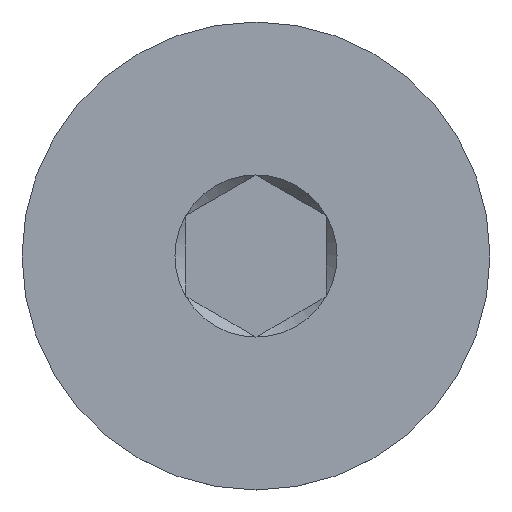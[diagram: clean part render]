
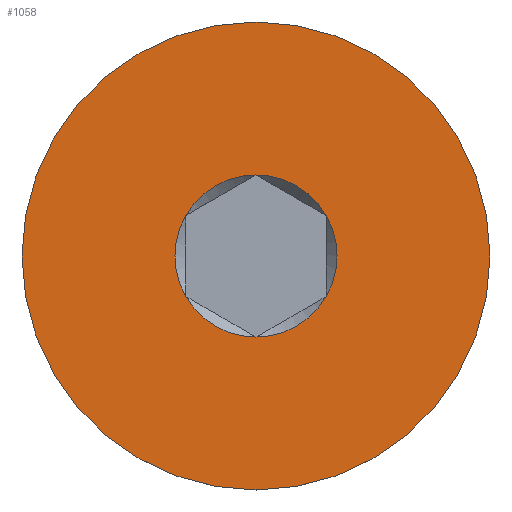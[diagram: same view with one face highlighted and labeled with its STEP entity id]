
A CAD part, top view. The second image highlights one B-rep face of the part: STEP entity #1058.
In plain terms, the highlighted planar face has unit normal (0, 0, 1).
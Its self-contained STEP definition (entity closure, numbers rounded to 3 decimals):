
#17=FACE_BOUND('',#189,.T.);
#18=PLANE('',#1151);
#127=FACE_OUTER_BOUND('',#188,.T.);
#188=EDGE_LOOP('',(#829,#830));
#189=EDGE_LOOP('',(#831,#832,#833,#834,#835,#836));
#213=CIRCLE('',#1143,0.866);
#214=CIRCLE('',#1145,2.5);
#215=CIRCLE('',#1146,2.5);
#219=CIRCLE('',#1152,0.866);
#220=CIRCLE('',#1153,0.866);
#221=CIRCLE('',#1154,0.866);
#222=CIRCLE('',#1155,0.866);
#223=CIRCLE('',#1156,0.866);
#461=VERTEX_POINT('',#5335);
#462=VERTEX_POINT('',#5336);
#463=VERTEX_POINT('',#5342);
#464=VERTEX_POINT('',#5343);
#470=VERTEX_POINT('',#5454);
#471=VERTEX_POINT('',#5456);
#472=VERTEX_POINT('',#5458);
#473=VERTEX_POINT('',#5460);
#608=EDGE_CURVE('',#461,#462,#213,.T.);
#609=EDGE_CURVE('',#463,#464,#214,.T.);
#610=EDGE_CURVE('',#464,#463,#215,.T.);
#619=EDGE_CURVE('',#462,#470,#219,.T.);
#620=EDGE_CURVE('',#470,#471,#220,.T.);
#621=EDGE_CURVE('',#471,#472,#221,.T.);
#622=EDGE_CURVE('',#472,#473,#222,.T.);
#623=EDGE_CURVE('',#473,#461,#223,.T.);
#829=ORIENTED_EDGE('',*,*,#609,.T.);
#830=ORIENTED_EDGE('',*,*,#610,.T.);
#831=ORIENTED_EDGE('',*,*,#619,.T.);
#832=ORIENTED_EDGE('',*,*,#620,.T.);
#833=ORIENTED_EDGE('',*,*,#621,.T.);
#834=ORIENTED_EDGE('',*,*,#622,.T.);
#835=ORIENTED_EDGE('',*,*,#623,.T.);
#836=ORIENTED_EDGE('',*,*,#608,.T.);
#1058=ADVANCED_FACE('',(#127,#17),#18,.F.);
#1143=AXIS2_PLACEMENT_3D('',#5340,#1308,#1309);
#1145=AXIS2_PLACEMENT_3D('',#5344,#1312,#1313);
#1146=AXIS2_PLACEMENT_3D('',#5345,#1314,#1315);
#1151=AXIS2_PLACEMENT_3D('',#5453,#1326,#1327);
#1152=AXIS2_PLACEMENT_3D('',#5455,#1328,#1329);
#1153=AXIS2_PLACEMENT_3D('',#5457,#1330,#1331);
#1154=AXIS2_PLACEMENT_3D('',#5459,#1332,#1333);
#1155=AXIS2_PLACEMENT_3D('',#5461,#1334,#1335);
#1156=AXIS2_PLACEMENT_3D('',#5462,#1336,#1337);
#1308=DIRECTION('center_axis',(0.,0.,-1.));
#1309=DIRECTION('ref_axis',(-1.,0.,0.));
#1312=DIRECTION('center_axis',(0.,0.,1.));
#1313=DIRECTION('ref_axis',(0.,-1.,0.));
#1314=DIRECTION('center_axis',(0.,0.,1.));
#1315=DIRECTION('ref_axis',(0.,-1.,0.));
#1326=DIRECTION('center_axis',(0.,0.,-1.));
#1327=DIRECTION('ref_axis',(0.,1.,0.));
#1328=DIRECTION('center_axis',(0.,0.,-1.));
#1329=DIRECTION('ref_axis',(-1.,0.,0.));
#1330=DIRECTION('center_axis',(0.,0.,-1.));
#1331=DIRECTION('ref_axis',(-1.,0.,0.));
#1332=DIRECTION('center_axis',(0.,0.,-1.));
#1333=DIRECTION('ref_axis',(-1.,0.,0.));
#1334=DIRECTION('center_axis',(0.,0.,-1.));
#1335=DIRECTION('ref_axis',(-1.,0.,0.));
#1336=DIRECTION('center_axis',(0.,0.,-1.));
#1337=DIRECTION('ref_axis',(-1.,0.,0.));
#5335=CARTESIAN_POINT('',(-0.75,-0.433,5.));
#5336=CARTESIAN_POINT('',(-0.75,0.433,5.));
#5340=CARTESIAN_POINT('Origin',(0.,0.,5.));
#5342=CARTESIAN_POINT('',(0.,-2.5,5.));
#5343=CARTESIAN_POINT('',(0.,2.5,5.));
#5344=CARTESIAN_POINT('Origin',(0.,0.,5.));
#5345=CARTESIAN_POINT('Origin',(0.,0.,5.));
#5453=CARTESIAN_POINT('Origin',(0.,0.,
5.));
#5454=CARTESIAN_POINT('',(0.,0.866,5.));
#5455=CARTESIAN_POINT('Origin',(0.,0.,5.));
#5456=CARTESIAN_POINT('',(0.75,0.433,5.));
#5457=CARTESIAN_POINT('Origin',(0.,0.,5.));
#5458=CARTESIAN_POINT('',(0.75,-0.433,5.));
#5459=CARTESIAN_POINT('Origin',(0.,0.,5.));
#5460=CARTESIAN_POINT('',(0.,-0.866,5.));
#5461=CARTESIAN_POINT('Origin',(0.,0.,5.));
#5462=CARTESIAN_POINT('Origin',(0.,0.,5.));
